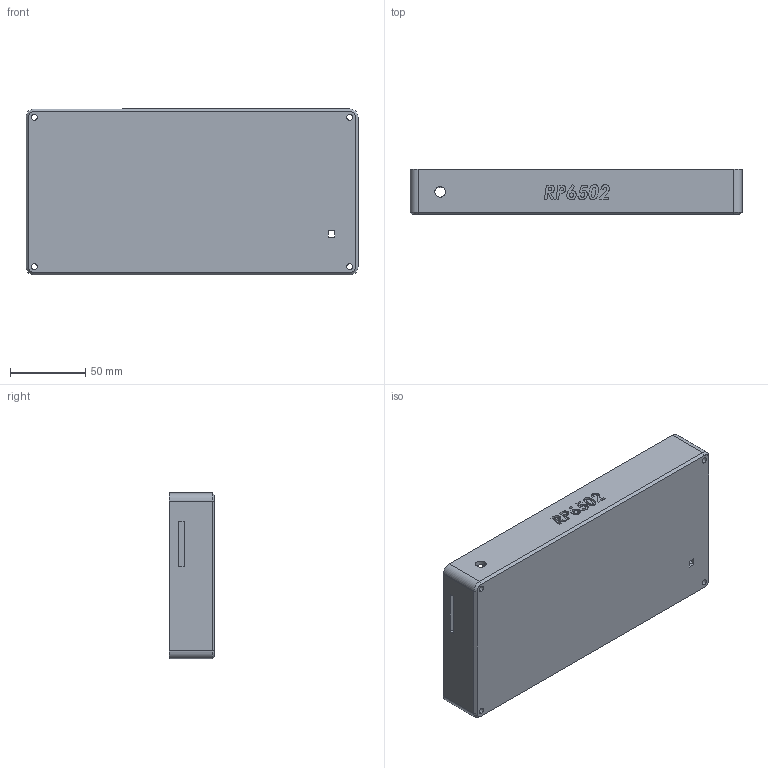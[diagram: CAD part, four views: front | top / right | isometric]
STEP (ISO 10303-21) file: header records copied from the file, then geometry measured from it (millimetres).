
FILE_DESCRIPTION (( 'STEP AP214' ), '1' );
FILE_NAME ('base_bottom_w_debug_ports.STEP', '2023-11-08T16:32:20', ( '' ), ( '' ), '', '', '' );
FILE_SCHEMA (( 'AUTOMOTIVE_DESIGN' ));
Length unit declared in the file: millimetre
Products named in the file (1): base_bottom_w_debug_ports
Bounding box: 220 x 30 x 110 mm (x, y, z)
Volume: 99339.7 mm3; surface area: 88548.6 mm2
Topology: 1 solids, 1 shells, 318 faces, 814 edges, 532 vertices
Faces by surface type: plane 183, cylinder 82, bspline 47, cone 6
Entity records: 12211 total; most frequent: CARTESIAN_POINT 4536, ORIENTED_EDGE 1628, DIRECTION 1440, EDGE_CURVE 814, VECTOR 544, LINE 544, VERTEX_POINT 532, AXIS2_PLACEMENT_3D 448
